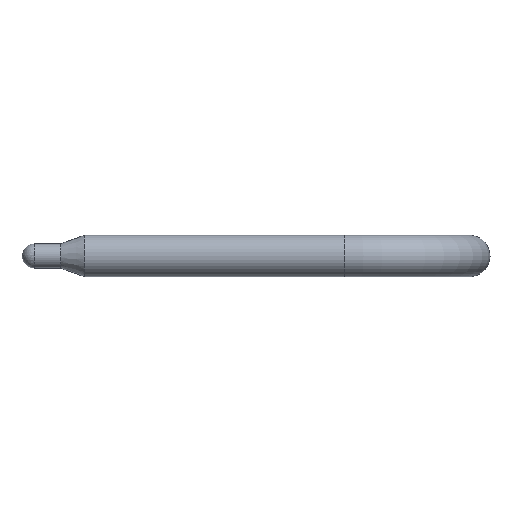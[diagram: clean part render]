
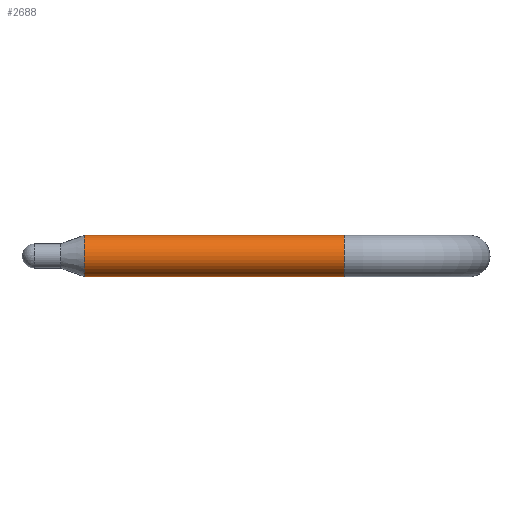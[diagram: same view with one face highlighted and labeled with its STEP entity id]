
A CAD part, front view. The second image highlights one B-rep face of the part: STEP entity #2688.
In plain terms, the highlighted cylindrical face has radius 3 mm (diameter 6 mm), a full revolution.
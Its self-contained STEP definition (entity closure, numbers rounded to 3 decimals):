
#58 = ORIENTED_EDGE ( 'NONE', *, *, #8865, .T. ) ;
#90 = CARTESIAN_POINT ( 'NONE',  ( -23.248, -46.622, -3. ) ) ;
#324 = CARTESIAN_POINT ( 'NONE',  ( 14.248, -46.622, -3. ) ) ;
#724 = DIRECTION ( 'NONE',  ( 1., 0., 0. ) ) ;
#1036 = VERTEX_POINT ( 'NONE', #90 ) ;
#1199 = AXIS2_PLACEMENT_3D ( 'NONE', #7724, #2323, #3038 ) ;
#2111 = VERTEX_POINT ( 'NONE', #324 ) ;
#2323 = DIRECTION ( 'NONE',  ( -1., 0., 0. ) ) ;
#2688 = ADVANCED_FACE ( 'NONE', ( #9500, #3317 ), #6883, .T. ) ;
#3038 = DIRECTION ( 'NONE',  ( 0., 0., -1. ) ) ;
#3317 = FACE_OUTER_BOUND ( 'NONE', #9965, .T. ) ;
#3860 = CIRCLE ( 'NONE', #1199, 3. ) ;
#4043 = DIRECTION ( 'NONE',  ( -1., 0., 0. ) ) ;
#4235 = CIRCLE ( 'NONE', #8774, 3. ) ;
#4408 = ORIENTED_EDGE ( 'NONE', *, *, #9169, .T. ) ;
#5097 = CARTESIAN_POINT ( 'NONE',  ( 14.248, -46.622, 0. ) ) ;
#6883 = CYLINDRICAL_SURFACE ( 'NONE', #10671, 3. ) ;
#7260 = DIRECTION ( 'NONE',  ( 0., 0., -1. ) ) ;
#7724 = CARTESIAN_POINT ( 'NONE',  ( 14.248, -46.622, 0. ) ) ;
#7773 = DIRECTION ( 'NONE',  ( 0., 0., 1. ) ) ;
#8774 = AXIS2_PLACEMENT_3D ( 'NONE', #8859, #724, #7260 ) ;
#8859 = CARTESIAN_POINT ( 'NONE',  ( -23.248, -46.622, 0. ) ) ;
#8865 = EDGE_CURVE ( 'NONE', #1036, #1036, #4235, .T. ) ;
#9169 = EDGE_CURVE ( 'NONE', #2111, #2111, #3860, .T. ) ;
#9219 = EDGE_LOOP ( 'NONE', ( #58 ) ) ;
#9500 = FACE_OUTER_BOUND ( 'NONE', #9219, .T. ) ;
#9965 = EDGE_LOOP ( 'NONE', ( #4408 ) ) ;
#10671 = AXIS2_PLACEMENT_3D ( 'NONE', #5097, #4043, #7773 ) ;
